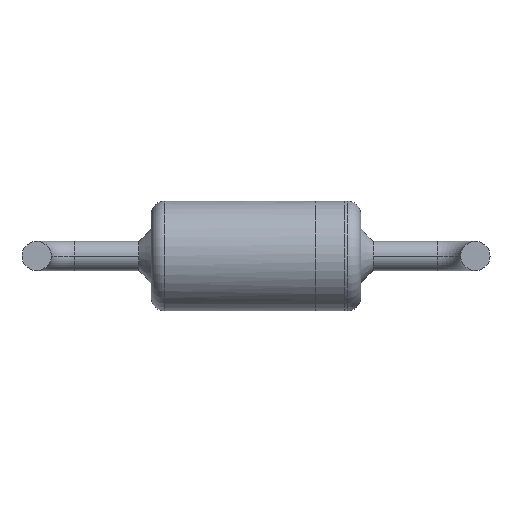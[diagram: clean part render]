
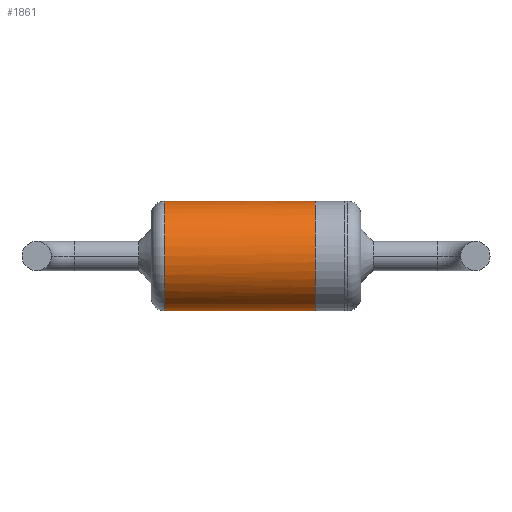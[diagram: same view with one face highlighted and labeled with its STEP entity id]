
A CAD part, front view. The second image highlights one B-rep face of the part: STEP entity #1861.
In plain terms, the highlighted cylindrical face has radius 0.953 mm (diameter 1.905 mm), a partial arc.
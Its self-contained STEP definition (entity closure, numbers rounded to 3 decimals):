
#16 = CYLINDRICAL_SURFACE ( 'NONE', #4264, 0.952 ) ;
#196 = CARTESIAN_POINT ( 'NONE',  ( 4.836, 1.203, 0.952 ) ) ;
#257 = CARTESIAN_POINT ( 'NONE',  ( 4.836, 0.5, -0.249 ) ) ;
#281 = CARTESIAN_POINT ( 'NONE',  ( 3.253, 1.449, 0.952 ) ) ;
#301 = CARTESIAN_POINT ( 'NONE',  ( 1.778, 1.453, 0.952 ) ) ;
#601 = AXIS2_PLACEMENT_3D ( 'NONE', #3792, #712, #3357 ) ;
#667 = EDGE_CURVE ( 'NONE', #991, #2769, #1106, .T. ) ;
#678 = AXIS2_PLACEMENT_3D ( 'NONE', #2857, #719, #3800 ) ;
#712 = DIRECTION ( 'NONE',  ( -1., 0., 0. ) ) ;
#719 = DIRECTION ( 'NONE',  ( -1., 0., 0. ) ) ;
#732 = DIRECTION ( 'NONE',  ( -1., 0., 0. ) ) ;
#782 = CARTESIAN_POINT ( 'NONE',  ( 4.836, 1.453, 0.952 ) ) ;
#887 = ORIENTED_EDGE ( 'NONE', *, *, #3784, .T. ) ;
#991 = VERTEX_POINT ( 'NONE', #4483 ) ;
#1030 = CARTESIAN_POINT ( 'NONE',  ( 4.836, 0.5, 0.249 ) ) ;
#1106 = CIRCLE ( 'NONE', #2897, 0.952 ) ;
#1547 = B_SPLINE_CURVE_WITH_KNOTS ( 'NONE', 3,
 ( #2350, #2414, #4411, #2797, #257, #1030, #5294, #4073, #196, #3604 ),
 .UNSPECIFIED., .F., .F.,
 ( 4, 2, 2, 2, 4 ),
 ( 0.5, 0.625, 0.75, 0.875, 1. ),
 .UNSPECIFIED. ) ;
#1615 = VERTEX_POINT ( 'NONE', #5024 ) ;
#1639 = LINE ( 'NONE', #2984, #3298 ) ;
#1713 = CARTESIAN_POINT ( 'NONE',  ( 1.778, 1.453, 0. ) ) ;
#1715 = ORIENTED_EDGE ( 'NONE', *, *, #4345, .F. ) ;
#1861 = ADVANCED_FACE ( 'NONE', ( #3545 ), #16, .T. ) ;
#1867 = CARTESIAN_POINT ( 'NONE',  ( 2.853, 1.453, 0.952 ) ) ;
#2057 = ORIENTED_EDGE ( 'NONE', *, *, #4962, .F. ) ;
#2165 = VERTEX_POINT ( 'NONE', #782 ) ;
#2180 = DIRECTION ( 'NONE',  ( 0., 0., 1. ) ) ;
#2218 = DIRECTION ( 'NONE',  ( 0., 0., 1. ) ) ;
#2350 = CARTESIAN_POINT ( 'NONE',  ( 4.836, 1.453, -0.952 ) ) ;
#2403 = LINE ( 'NONE', #301, #5363 ) ;
#2414 = CARTESIAN_POINT ( 'NONE',  ( 4.836, 1.203, -0.952 ) ) ;
#2417 = ORIENTED_EDGE ( 'NONE', *, *, #3006, .T. ) ;
#2646 = DIRECTION ( 'NONE',  ( -1., 0., 0. ) ) ;
#2700 = EDGE_CURVE ( 'NONE', #2165, #1615, #5488, .T. ) ;
#2769 = VERTEX_POINT ( 'NONE', #3813 ) ;
#2771 = VERTEX_POINT ( 'NONE', #4692 ) ;
#2797 = CARTESIAN_POINT ( 'NONE',  ( 4.836, 0.603, -0.497 ) ) ;
#2857 = CARTESIAN_POINT ( 'NONE',  ( 3.253, 1.453, 0. ) ) ;
#2897 = AXIS2_PLACEMENT_3D ( 'NONE', #3587, #2646, #2218 ) ;
#2984 = CARTESIAN_POINT ( 'NONE',  ( 1.778, 1.453, -0.952 ) ) ;
#3006 = EDGE_CURVE ( 'NONE', #4176, #2165, #1547, .T. ) ;
#3188 = CARTESIAN_POINT ( 'NONE',  ( 4.836, 1.453, -0.952 ) ) ;
#3254 = DIRECTION ( 'NONE',  ( -1., 0., 0. ) ) ;
#3298 = VECTOR ( 'NONE', #3767, 1000. ) ;
#3341 = ORIENTED_EDGE ( 'NONE', *, *, #2700, .T. ) ;
#3352 = CARTESIAN_POINT ( 'NONE',  ( 1.778, 1.453, 0.952 ) ) ;
#3357 = DIRECTION ( 'NONE',  ( 0., 0.057, 0.998 ) ) ;
#3545 = FACE_OUTER_BOUND ( 'NONE', #3731, .T. ) ;
#3587 = CARTESIAN_POINT ( 'NONE',  ( 2.226, 1.453, 0. ) ) ;
#3604 = CARTESIAN_POINT ( 'NONE',  ( 4.836, 1.453, 0.952 ) ) ;
#3637 = CARTESIAN_POINT ( 'NONE',  ( 2.853, 1.449, 0.952 ) ) ;
#3731 = EDGE_LOOP ( 'NONE', ( #2057, #2417, #3341, #1715, #5180, #887, #5445, #5220 ) ) ;
#3767 = DIRECTION ( 'NONE',  ( -1., 0., 0. ) ) ;
#3784 = EDGE_CURVE ( 'NONE', #4863, #4544, #4636, .T. ) ;
#3792 = CARTESIAN_POINT ( 'NONE',  ( 2.853, 1.453, 0. ) ) ;
#3800 = DIRECTION ( 'NONE',  ( 0., 0.057, 0.998 ) ) ;
#3813 = CARTESIAN_POINT ( 'NONE',  ( 2.226, 1.453, 0.952 ) ) ;
#3946 = DIRECTION ( 'NONE',  ( -1., 0., 0. ) ) ;
#4073 = CARTESIAN_POINT ( 'NONE',  ( 4.836, 0.955, 0.85 ) ) ;
#4126 = DIRECTION ( 'NONE',  ( -1., 0., 0. ) ) ;
#4176 = VERTEX_POINT ( 'NONE', #3188 ) ;
#4239 = EDGE_CURVE ( 'NONE', #2771, #4863, #4404, .T. ) ;
#4264 = AXIS2_PLACEMENT_3D ( 'NONE', #1713, #3946, #2180 ) ;
#4345 = EDGE_CURVE ( 'NONE', #2771, #1615, #5188, .T. ) ;
#4404 = LINE ( 'NONE', #281, #4730 ) ;
#4411 = CARTESIAN_POINT ( 'NONE',  ( 4.836, 0.955, -0.85 ) ) ;
#4483 = CARTESIAN_POINT ( 'NONE',  ( 2.226, 1.453, -0.952 ) ) ;
#4544 = VERTEX_POINT ( 'NONE', #1867 ) ;
#4630 = EDGE_CURVE ( 'NONE', #4544, #2769, #2403, .T. ) ;
#4636 = CIRCLE ( 'NONE', #601, 0.952 ) ;
#4692 = CARTESIAN_POINT ( 'NONE',  ( 3.253, 1.449, 0.952 ) ) ;
#4730 = VECTOR ( 'NONE', #3254, 1000. ) ;
#4814 = VECTOR ( 'NONE', #732, 1000. ) ;
#4863 = VERTEX_POINT ( 'NONE', #3637 ) ;
#4962 = EDGE_CURVE ( 'NONE', #4176, #991, #1639, .T. ) ;
#5024 = CARTESIAN_POINT ( 'NONE',  ( 3.253, 1.453, 0.952 ) ) ;
#5180 = ORIENTED_EDGE ( 'NONE', *, *, #4239, .T. ) ;
#5188 = CIRCLE ( 'NONE', #678, 0.952 ) ;
#5220 = ORIENTED_EDGE ( 'NONE', *, *, #667, .F. ) ;
#5294 = CARTESIAN_POINT ( 'NONE',  ( 4.836, 0.603, 0.497 ) ) ;
#5363 = VECTOR ( 'NONE', #4126, 1000. ) ;
#5445 = ORIENTED_EDGE ( 'NONE', *, *, #4630, .T. ) ;
#5488 = LINE ( 'NONE', #3352, #4814 ) ;
